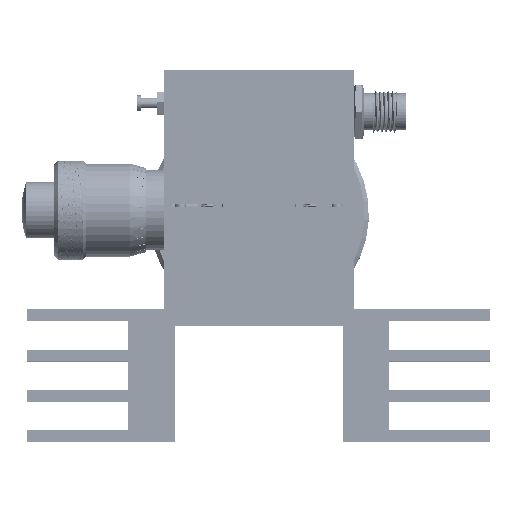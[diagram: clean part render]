
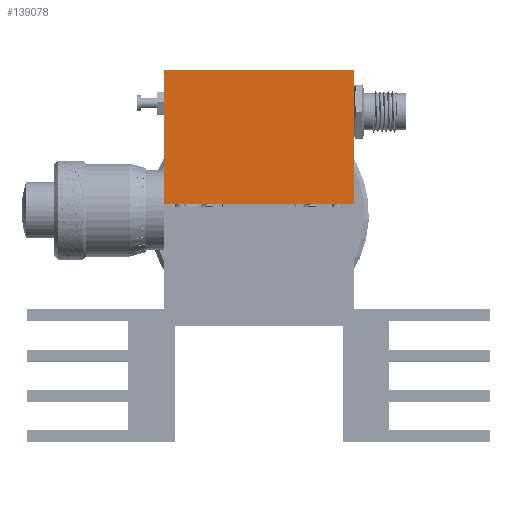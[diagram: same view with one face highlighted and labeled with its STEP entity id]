
A CAD part, top view. The second image highlights one B-rep face of the part: STEP entity #139078.
In plain terms, the highlighted planar face has unit normal (0, 0, 1).
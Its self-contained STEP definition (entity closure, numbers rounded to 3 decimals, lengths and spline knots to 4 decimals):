
#6525 = FACE_OUTER_BOUND ( 'NONE', #145995, .T. ) ;
#15679 = PLANE ( 'NONE',  #75280 ) ;
#17256 = DIRECTION ( 'NONE',  ( 1., 0., 0. ) ) ;
#26786 = ORIENTED_EDGE ( 'NONE', *, *, #51741, .T. ) ;
#37513 = DIRECTION ( 'NONE',  ( 0., -1., 0. ) ) ;
#40785 = EDGE_CURVE ( 'NONE', #90702, #105001, #127827, .T. ) ;
#42161 = DIRECTION ( 'NONE',  ( 0., -1., 0. ) ) ;
#42619 = VECTOR ( 'NONE', #42161, 39.3701 ) ;
#50509 = CARTESIAN_POINT ( 'NONE',  ( -3.1507, 1.3429, 2.378 ) ) ;
#51741 = EDGE_CURVE ( 'NONE', #94435, #90702, #144107, .T. ) ;
#60017 = CARTESIAN_POINT ( 'NONE',  ( -4.2807, 1.3429, 2.378 ) ) ;
#75280 = AXIS2_PLACEMENT_3D ( 'NONE', #50509, #148709, #135976 ) ;
#81464 = ORIENTED_EDGE ( 'NONE', *, *, #40785, .T. ) ;
#82907 = CARTESIAN_POINT ( 'NONE',  ( -3.1507, 1.3429, 2.378 ) ) ;
#87071 = ORIENTED_EDGE ( 'NONE', *, *, #156358, .F. ) ;
#90702 = VERTEX_POINT ( 'NONE', #147365 ) ;
#94435 = VERTEX_POINT ( 'NONE', #134316 ) ;
#96282 = LINE ( 'NONE', #102182, #42619 ) ;
#96289 = CARTESIAN_POINT ( 'NONE',  ( -3.1507, 0.5429, 2.378 ) ) ;
#102182 = CARTESIAN_POINT ( 'NONE',  ( -3.1507, 1.3429, 2.378 ) ) ;
#105001 = VERTEX_POINT ( 'NONE', #96289 ) ;
#127827 = LINE ( 'NONE', #135989, #152525 ) ;
#132907 = DIRECTION ( 'NONE',  ( 1., 0., 0. ) ) ;
#134316 = CARTESIAN_POINT ( 'NONE',  ( -4.2807, 1.3429, 2.378 ) ) ;
#135976 = DIRECTION ( 'NONE',  ( -1., 0., 0. ) ) ;
#135989 = CARTESIAN_POINT ( 'NONE',  ( -3.1507, 0.5429, 2.378 ) ) ;
#137926 = EDGE_CURVE ( 'NONE', #94435, #146366, #157757, .T. ) ;
#139078 = ADVANCED_FACE ( 'NONE', ( #6525 ), #15679, .F. ) ;
#144107 = LINE ( 'NONE', #60017, #147919 ) ;
#145995 = EDGE_LOOP ( 'NONE', ( #81464, #87071, #157654, #26786 ) ) ;
#146366 = VERTEX_POINT ( 'NONE', #82907 ) ;
#147365 = CARTESIAN_POINT ( 'NONE',  ( -4.2807, 0.5429, 2.378 ) ) ;
#147919 = VECTOR ( 'NONE', #37513, 39.3701 ) ;
#148709 = DIRECTION ( 'NONE',  ( 0., 0., -1. ) ) ;
#152044 = VECTOR ( 'NONE', #132907, 39.3701 ) ;
#152525 = VECTOR ( 'NONE', #17256, 39.3701 ) ;
#156358 = EDGE_CURVE ( 'NONE', #146366, #105001, #96282, .T. ) ;
#157423 = CARTESIAN_POINT ( 'NONE',  ( -3.1507, 1.3429, 2.378 ) ) ;
#157654 = ORIENTED_EDGE ( 'NONE', *, *, #137926, .F. ) ;
#157757 = LINE ( 'NONE', #157423, #152044 ) ;
